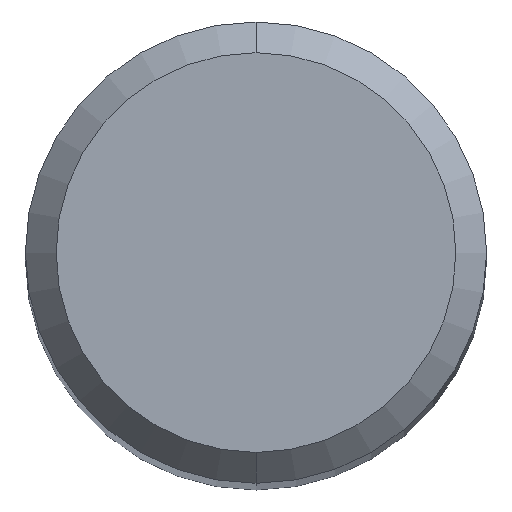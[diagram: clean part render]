
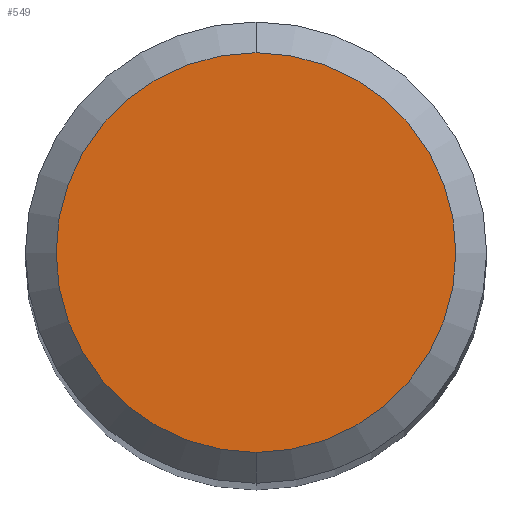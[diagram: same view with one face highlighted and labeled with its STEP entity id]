
A CAD part, top view. The second image highlights one B-rep face of the part: STEP entity #549.
In plain terms, the highlighted planar face has unit normal (0, 0, 1).
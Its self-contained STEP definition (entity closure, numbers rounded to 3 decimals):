
#497=VERTEX_POINT('',#1215);
#549=ADVANCED_FACE('',(#1273),#1274,.T.);
#731=EDGE_CURVE('',#497,#807,#1475,.T.);
#807=VERTEX_POINT('',#1558);
#913=EDGE_CURVE('',#807,#497,#1673,.T.);
#1215=CARTESIAN_POINT('',(0.,-2.6,0.0));
#1273=FACE_OUTER_BOUND('',#5337,.T.);
#1274=PLANE('',#5338);
#1475=CIRCLE('',#7509,2.6);
#1558=CARTESIAN_POINT('',(0.0,2.6,0.0));
#1673=CIRCLE('',#8336,2.6);
#5337=EDGE_LOOP('',(#10846,#10847));
#5338=AXIS2_PLACEMENT_3D('',#10848,#10849,#10850);
#7509=AXIS2_PLACEMENT_3D('',#11070,#11071,#11072);
#8336=AXIS2_PLACEMENT_3D('',#11270,#11271,#11272);
#10846=ORIENTED_EDGE('',*,*,#913,.F.);
#10847=ORIENTED_EDGE('',*,*,#731,.F.);
#10848=CARTESIAN_POINT('',(0.0,1.3,0.0));
#10849=DIRECTION('',(-0.0,0.0,1.0));
#10850=DIRECTION('',(0.0,-1.0,0.0));
#11070=CARTESIAN_POINT('',(0.0,0.0,0.0));
#11071=DIRECTION('',(0.0,0.0,-1.0));
#11072=DIRECTION('',(0.0,1.0,0.0));
#11270=CARTESIAN_POINT('',(0.0,0.0,0.0));
#11271=DIRECTION('',(0.0,0.0,-1.0));
#11272=DIRECTION('',(0.0,1.0,0.0));
